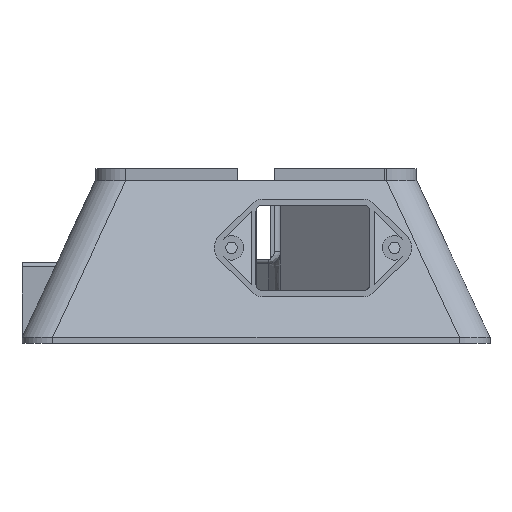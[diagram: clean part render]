
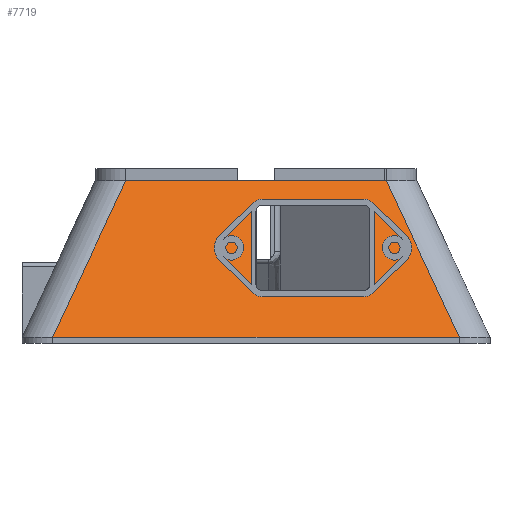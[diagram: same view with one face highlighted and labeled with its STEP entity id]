
A CAD part, left-side view. The second image highlights one B-rep face of the part: STEP entity #7719.
In plain terms, the highlighted free-form (B-spline) face has degree [1, 1] with [2, 2] control points.
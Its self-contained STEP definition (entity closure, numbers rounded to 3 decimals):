
#6315 = VERTEX_POINT('',#6316);
#6316 = CARTESIAN_POINT('',(-98.5,-50.,1.5));
#6323 = EDGE_CURVE('',#6315,#6324,#6326,.T.);
#6324 = VERTEX_POINT('',#6325);
#6325 = CARTESIAN_POINT('',(-98.5,50.,1.5));
#6326 = LINE('',#6327,#6328);
#6327 = CARTESIAN_POINT('',(-98.5,-50.,1.5));
#6328 = VECTOR('',#6329,1.);
#6329 = DIRECTION('',(0.,1.,0.));
#6691 = VERTEX_POINT('',#6692);
#6692 = CARTESIAN_POINT('',(-73.5,32.,40.));
#6699 = EDGE_CURVE('',#6324,#6691,#6700,.T.);
#6700 = B_SPLINE_CURVE_WITH_KNOTS('',1,(#6701,#6702),.UNSPECIFIED.,.F.,
  .F.,(2,2),(0.,1.),.PIECEWISE_BEZIER_KNOTS.);
#6701 = CARTESIAN_POINT('',(-98.5,50.,1.5));
#6702 = CARTESIAN_POINT('',(-73.5,32.,40.));
#6765 = VERTEX_POINT('',#6766);
#6766 = CARTESIAN_POINT('',(-73.5,-32.,40.));
#6775 = EDGE_CURVE('',#6765,#6691,#6776,.T.);
#6776 = LINE('',#6777,#6778);
#6777 = CARTESIAN_POINT('',(-73.5,-32.,40.));
#6778 = VECTOR('',#6779,1.);
#6779 = DIRECTION('',(0.,1.,0.));
#7694 = EDGE_CURVE('',#6315,#6765,#7695,.T.);
#7695 = B_SPLINE_CURVE_WITH_KNOTS('',1,(#7696,#7697),.UNSPECIFIED.,.F.,
  .F.,(2,2),(0.,1.),.PIECEWISE_BEZIER_KNOTS.);
#7696 = CARTESIAN_POINT('',(-98.5,-50.,1.5));
#7697 = CARTESIAN_POINT('',(-73.5,-32.,40.));
#7719 = ADVANCED_FACE('',(#7720,#7726),#7854,.F.);
#7720 = FACE_BOUND('',#7721,.F.);
#7721 = EDGE_LOOP('',(#7722,#7723,#7724,#7725));
#7722 = ORIENTED_EDGE('',*,*,#6323,.T.);
#7723 = ORIENTED_EDGE('',*,*,#6699,.T.);
#7724 = ORIENTED_EDGE('',*,*,#6775,.F.);
#7725 = ORIENTED_EDGE('',*,*,#7694,.F.);
#7726 = FACE_BOUND('',#7727,.F.);
#7727 = EDGE_LOOP('',(#7728,#7737,#7758,#7765,#7786,#7793,#7814,#7829,
    #7843));
#7728 = ORIENTED_EDGE('',*,*,#7729,.F.);
#7729 = EDGE_CURVE('',#7730,#7732,#7734,.T.);
#7730 = VERTEX_POINT('',#7731);
#7731 = CARTESIAN_POINT('',(-77.396,-1.5,34.));
#7732 = VERTEX_POINT('',#7733);
#7733 = CARTESIAN_POINT('',(-77.396,-26.5,34.));
#7734 = B_SPLINE_CURVE_WITH_KNOTS('',1,(#7735,#7736),.UNSPECIFIED.,.F.,
  .F.,(2,2),(0.,1.),.PIECEWISE_BEZIER_KNOTS.);
#7735 = CARTESIAN_POINT('',(-77.396,-1.5,34.));
#7736 = CARTESIAN_POINT('',(-77.396,-26.5,34.));
#7737 = ORIENTED_EDGE('',*,*,#7738,.T.);
#7738 = EDGE_CURVE('',#7730,#7739,#7741,.T.);
#7739 = VERTEX_POINT('',#7740);
#7740 = CARTESIAN_POINT('',(-78.37,0.,32.5));
#7741 = B_SPLINE_CURVE_WITH_KNOTS('',8,(#7742,#7743,#7744,#7745,#7746,
    #7747,#7748,#7749,#7750,#7751,#7752,#7753,#7754,#7755,#7756,#7757),
  .UNSPECIFIED.,.F.,.F.,(9,7,9),(0.,0.735,1.),.UNSPECIFIED.);
#7742 = CARTESIAN_POINT('',(-77.396,-1.5,34.));
#7743 = CARTESIAN_POINT('',(-77.396,-1.304,34.));
#7744 = CARTESIAN_POINT('',(-77.415,-1.109,
    33.971));
#7745 = CARTESIAN_POINT('',(-77.453,-0.916,
    33.913));
#7746 = CARTESIAN_POINT('',(-77.51,-0.73,
    33.824));
#7747 = CARTESIAN_POINT('',(-77.587,-0.554,
    33.706));
#7748 = CARTESIAN_POINT('',(-77.685,-0.395,
    33.555));
#7749 = CARTESIAN_POINT('',(-77.802,-0.26,
    33.375));
#7750 = CARTESIAN_POINT('',(-77.986,-0.119,
    33.092));
#7751 = CARTESIAN_POINT('',(-78.037,-0.086,
    33.014));
#7752 = CARTESIAN_POINT('',(-78.089,-0.058,
    32.932));
#7753 = CARTESIAN_POINT('',(-78.144,-0.035,
    32.849));
#7754 = CARTESIAN_POINT('',(-78.199,-0.018,
    32.763));
#7755 = CARTESIAN_POINT('',(-78.256,-0.006,
    32.676));
#7756 = CARTESIAN_POINT('',(-78.313,0.,32.588));
#7757 = CARTESIAN_POINT('',(-78.37,0.,32.5));
#7758 = ORIENTED_EDGE('',*,*,#7759,.F.);
#7759 = EDGE_CURVE('',#7760,#7739,#7762,.T.);
#7760 = VERTEX_POINT('',#7761);
#7761 = CARTESIAN_POINT('',(-90.058,0.,14.5)
  );
#7762 = B_SPLINE_CURVE_WITH_KNOTS('',1,(#7763,#7764),.UNSPECIFIED.,.F.,
  .F.,(2,2),(0.,1.),.PIECEWISE_BEZIER_KNOTS.);
#7763 = CARTESIAN_POINT('',(-90.058,0.,
    14.5));
#7764 = CARTESIAN_POINT('',(-78.37,0.,32.5));
#7765 = ORIENTED_EDGE('',*,*,#7766,.T.);
#7766 = EDGE_CURVE('',#7760,#7767,#7769,.T.);
#7767 = VERTEX_POINT('',#7768);
#7768 = CARTESIAN_POINT('',(-91.032,-1.5,13.));
#7769 = B_SPLINE_CURVE_WITH_KNOTS('',8,(#7770,#7771,#7772,#7773,#7774,
    #7775,#7776,#7777,#7778,#7779,#7780,#7781,#7782,#7783,#7784,#7785),
  .UNSPECIFIED.,.F.,.F.,(9,7,9),(0.,0.269,1.),.UNSPECIFIED.);
#7770 = CARTESIAN_POINT('',(-90.058,0.,
    14.5));
#7771 = CARTESIAN_POINT('',(-90.112,0.,
    14.417));
#7772 = CARTESIAN_POINT('',(-90.166,-0.005,
    14.335));
#7773 = CARTESIAN_POINT('',(-90.219,-0.016,
    14.252));
#7774 = CARTESIAN_POINT('',(-90.272,-0.031,
    14.171));
#7775 = CARTESIAN_POINT('',(-90.324,-0.052,
    14.091));
#7776 = CARTESIAN_POINT('',(-90.375,-0.077,
    14.013));
#7777 = CARTESIAN_POINT('',(-90.424,-0.107,
    13.937));
#7778 = CARTESIAN_POINT('',(-90.602,-0.236,
    13.663));
#7779 = CARTESIAN_POINT('',(-90.72,-0.362,
    13.481));
#7780 = CARTESIAN_POINT('',(-90.822,-0.516,
    13.324));
#7781 = CARTESIAN_POINT('',(-90.906,-0.692,
    13.195));
#7782 = CARTESIAN_POINT('',(-90.969,-0.884,
    13.098));
#7783 = CARTESIAN_POINT('',(-91.011,-1.086,
    13.033));
#7784 = CARTESIAN_POINT('',(-91.032,-1.293,13.));
#7785 = CARTESIAN_POINT('',(-91.032,-1.5,13.));
#7786 = ORIENTED_EDGE('',*,*,#7787,.T.);
#7787 = EDGE_CURVE('',#7767,#7788,#7790,.T.);
#7788 = VERTEX_POINT('',#7789);
#7789 = CARTESIAN_POINT('',(-91.032,-26.5,13.));
#7790 = B_SPLINE_CURVE_WITH_KNOTS('',1,(#7791,#7792),.UNSPECIFIED.,.F.,
  .F.,(2,2),(0.,1.),.PIECEWISE_BEZIER_KNOTS.);
#7791 = CARTESIAN_POINT('',(-91.032,-1.5,13.));
#7792 = CARTESIAN_POINT('',(-91.032,-26.5,13.));
#7793 = ORIENTED_EDGE('',*,*,#7794,.T.);
#7794 = EDGE_CURVE('',#7788,#7795,#7797,.T.);
#7795 = VERTEX_POINT('',#7796);
#7796 = CARTESIAN_POINT('',(-90.058,-28.,
    14.5));
#7797 = B_SPLINE_CURVE_WITH_KNOTS('',8,(#7798,#7799,#7800,#7801,#7802,
    #7803,#7804,#7805,#7806,#7807,#7808,#7809,#7810,#7811,#7812,#7813),
  .UNSPECIFIED.,.F.,.F.,(9,7,9),(0.,0.701,1.),.UNSPECIFIED.);
#7798 = CARTESIAN_POINT('',(-91.032,-26.5,13.));
#7799 = CARTESIAN_POINT('',(-91.032,-26.71,13.));
#7800 = CARTESIAN_POINT('',(-91.011,-26.915,
    13.034));
#7801 = CARTESIAN_POINT('',(-90.969,-27.111,
    13.098));
#7802 = CARTESIAN_POINT('',(-90.909,-27.293,
    13.191));
#7803 = CARTESIAN_POINT('',(-90.831,-27.46,
    13.31));
#7804 = CARTESIAN_POINT('',(-90.739,-27.606,
    13.452));
#7805 = CARTESIAN_POINT('',(-90.632,-27.729,
    13.616));
#7806 = CARTESIAN_POINT('',(-90.463,-27.867,
    13.877));
#7807 = CARTESIAN_POINT('',(-90.41,-27.904,
    13.958));
#7808 = CARTESIAN_POINT('',(-90.356,-27.935,
    14.042));
#7809 = CARTESIAN_POINT('',(-90.299,-27.96,
    14.13));
#7810 = CARTESIAN_POINT('',(-90.241,-27.98,
    14.22));
#7811 = CARTESIAN_POINT('',(-90.181,-27.993,
    14.312));
#7812 = CARTESIAN_POINT('',(-90.12,-28.,
    14.405));
#7813 = CARTESIAN_POINT('',(-90.058,-28.,
    14.5));
#7814 = ORIENTED_EDGE('',*,*,#7815,.T.);
#7815 = EDGE_CURVE('',#7795,#7816,#7818,.T.);
#7816 = VERTEX_POINT('',#7817);
#7817 = CARTESIAN_POINT('',(-78.37,-28.,32.5));
#7818 = B_SPLINE_CURVE_WITH_KNOTS('',5,(#7819,#7820,#7821,#7822,#7823,
    #7824,#7825,#7826,#7827,#7828),.UNSPECIFIED.,.F.,.F.,(6,4,6),(0.,
    0.495,1.),.UNSPECIFIED.);
#7819 = CARTESIAN_POINT('',(-90.058,-28.,14.5));
#7820 = CARTESIAN_POINT('',(-88.878,-28.,16.318));
#7821 = CARTESIAN_POINT('',(-87.702,-28.,18.129));
#7822 = CARTESIAN_POINT('',(-86.53,-28.,19.933));
#7823 = CARTESIAN_POINT('',(-85.365,-28.,21.728));
#7824 = CARTESIAN_POINT('',(-83.023,-28.,25.335));
#7825 = CARTESIAN_POINT('',(-81.846,-28.,27.147));
#7826 = CARTESIAN_POINT('',(-80.678,-28.,28.946));
#7827 = CARTESIAN_POINT('',(-79.519,-28.,30.731));
#7828 = CARTESIAN_POINT('',(-78.37,-28.,32.5));
#7829 = ORIENTED_EDGE('',*,*,#7830,.T.);
#7830 = EDGE_CURVE('',#7816,#7831,#7833,.T.);
#7831 = VERTEX_POINT('',#7832);
#7832 = CARTESIAN_POINT('',(-77.591,-27.4,
    33.7));
#7833 = B_SPLINE_CURVE_WITH_KNOTS('',8,(#7834,#7835,#7836,#7837,#7838,
    #7839,#7840,#7841,#7842),.UNSPECIFIED.,.F.,.F.,(9,9),(0.,1.),
  .PIECEWISE_BEZIER_KNOTS.);
#7834 = CARTESIAN_POINT('',(-78.37,-28.,32.5));
#7835 = CARTESIAN_POINT('',(-78.265,-28.,32.662));
#7836 = CARTESIAN_POINT('',(-78.154,-27.98,
    32.833));
#7837 = CARTESIAN_POINT('',(-78.041,-27.936,
    33.007));
#7838 = CARTESIAN_POINT('',(-77.931,-27.867,
    33.176));
#7839 = CARTESIAN_POINT('',(-77.828,-27.774,
    33.335));
#7840 = CARTESIAN_POINT('',(-77.735,-27.661,
    33.478));
#7841 = CARTESIAN_POINT('',(-77.656,-27.533,
    33.6));
#7842 = CARTESIAN_POINT('',(-77.591,-27.4,
    33.7));
#7843 = ORIENTED_EDGE('',*,*,#7844,.T.);
#7844 = EDGE_CURVE('',#7831,#7732,#7845,.T.);
#7845 = B_SPLINE_CURVE_WITH_KNOTS('',7,(#7846,#7847,#7848,#7849,#7850,
    #7851,#7852,#7853),.UNSPECIFIED.,.F.,.F.,(8,8),(0.,1.),
  .PIECEWISE_BEZIER_KNOTS.);
#7846 = CARTESIAN_POINT('',(-77.591,-27.4,
    33.7));
#7847 = CARTESIAN_POINT('',(-77.532,-27.278,
    33.791));
#7848 = CARTESIAN_POINT('',(-77.484,-27.15,
    33.865));
#7849 = CARTESIAN_POINT('',(-77.447,-27.019,
    33.921));
#7850 = CARTESIAN_POINT('',(-77.421,-26.887,
    33.962));
#7851 = CARTESIAN_POINT('',(-77.404,-26.756,
    33.988));
#7852 = CARTESIAN_POINT('',(-77.396,-26.627,34.));
#7853 = CARTESIAN_POINT('',(-77.396,-26.5,34.));
#7854 = B_SPLINE_SURFACE_WITH_KNOTS('',1,1,(
    (#7855,#7856)
    ,(#7857,#7858
    )),.UNSPECIFIED.,.F.,.F.,.F.,(2,2),(2,2),(0.,100.),(0.,1.),
  .PIECEWISE_BEZIER_KNOTS.);
#7855 = CARTESIAN_POINT('',(-98.5,-50.,1.5));
#7856 = CARTESIAN_POINT('',(-73.5,-32.,40.));
#7857 = CARTESIAN_POINT('',(-98.5,50.,1.5));
#7858 = CARTESIAN_POINT('',(-73.5,32.,40.));
